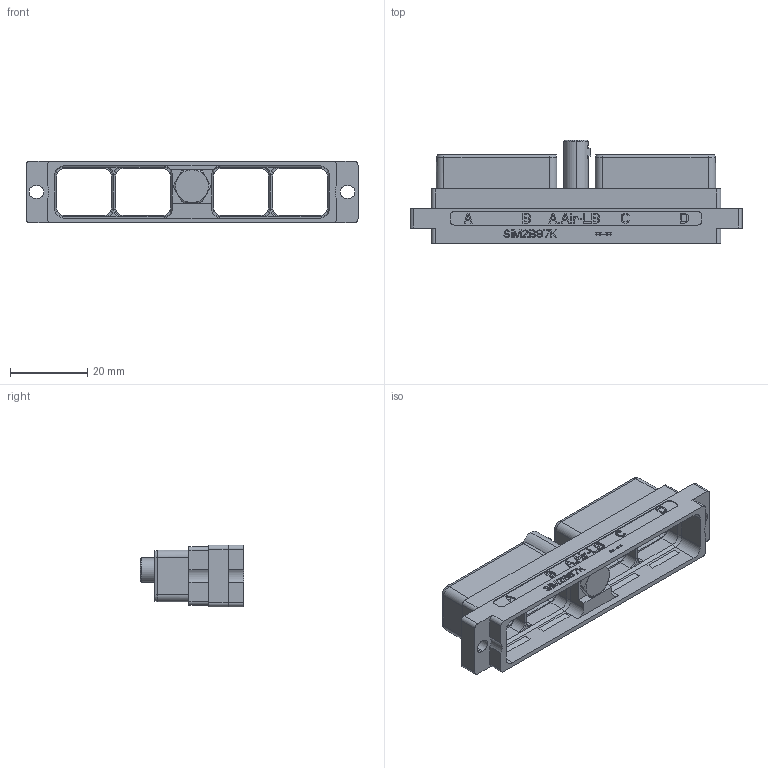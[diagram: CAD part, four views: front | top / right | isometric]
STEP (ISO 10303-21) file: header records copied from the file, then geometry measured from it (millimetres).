
FILE_DESCRIPTION((''),'2;1');
FILE_NAME('SIM2B87KG','2019-09-17T',('presta_be4'),(''),'PRO/ENGINEER BY PARAMETRIC TECHNOLOGY CORPORATION, 2014310','PRO/ENGINEER BY PARAMETRIC TECHNOLOGY CORPORATION, 2014310','');
FILE_SCHEMA(('CONFIG_CONTROL_DESIGN'));
Length unit declared in the file: millimetre
Products named in the file (1): SIM2B87KG
Bounding box: 85.89 x 26.67 x 15.93 mm (x, y, z)
Volume: 7341.7 mm3; surface area: 11214.2 mm2
Topology: 1 solids, 1 shells, 1164 faces, 3194 edges, 2090 vertices
Faces by surface type: plane 955, cylinder 113, cone 58, torus 34, bspline 4
Entity records: 39459 total; most frequent: CARTESIAN_POINT 9767, ORIENTED_EDGE 6384, DIRECTION 5729, EDGE_CURVE 3192, VECTOR 2773, LINE 2773, VERTEX_POINT 2090, AXIS2_PLACEMENT_3D 1478
